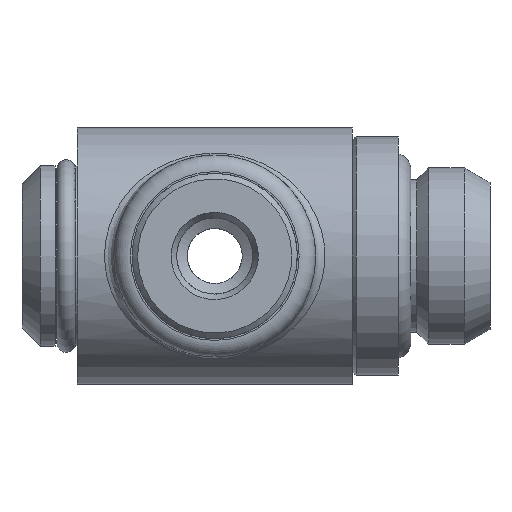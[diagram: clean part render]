
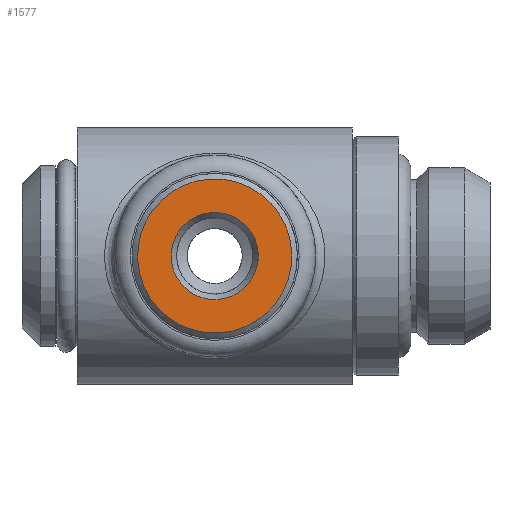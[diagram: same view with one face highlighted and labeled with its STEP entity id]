
A CAD part, left-side view. The second image highlights one B-rep face of the part: STEP entity #1577.
In plain terms, the highlighted planar face has unit normal (-1, 0, 0).
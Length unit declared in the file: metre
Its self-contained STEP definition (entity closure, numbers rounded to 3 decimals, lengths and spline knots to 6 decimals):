
#28=PLANE('',#1726);
#262=ORIENTED_EDGE('',*,*,#398,.T.);
#263=ORIENTED_EDGE('',*,*,#433,.F.);
#398=EDGE_CURVE('',#513,#513,#609,.T.);
#433=EDGE_CURVE('',#549,#549,#642,.T.);
#513=VERTEX_POINT('',#2116);
#549=VERTEX_POINT('',#2207);
#609=CIRCLE('',#1638,0.002375);
#642=CIRCLE('',#1691,0.0042);
#755=EDGE_LOOP('',(#262));
#756=EDGE_LOOP('',(#263));
#898=FACE_BOUND('',#755,.T.);
#899=FACE_BOUND('',#756,.T.);
#1577=ADVANCED_FACE('',(#898,#899),#28,.T.);
#1638=AXIS2_PLACEMENT_3D('',#2115,#1805,#1806);
#1691=AXIS2_PLACEMENT_3D('',#2206,#1913,#1914);
#1726=AXIS2_PLACEMENT_3D('',#2660,#1983,#1984);
#1805=DIRECTION('',(1.,0.,0.));
#1806=DIRECTION('',(0.,-0.226,-0.974));
#1913=DIRECTION('',(1.,0.,0.));
#1914=DIRECTION('',(0.,-0.226,-0.974));
#1983=DIRECTION('',(-1.,0.,0.));
#1984=DIRECTION('',(0.,1.,0.));
#2115=CARTESIAN_POINT('',(-0.0206,0.015,0.));
#2116=CARTESIAN_POINT('',(-0.0206,0.014464,-0.002314));
#2206=CARTESIAN_POINT('',(-0.0206,0.015,0.));
#2207=CARTESIAN_POINT('',(-0.0206,0.014052,-0.004092));
#2660=CARTESIAN_POINT('',(-0.0206,0.019092,-0.000948));
